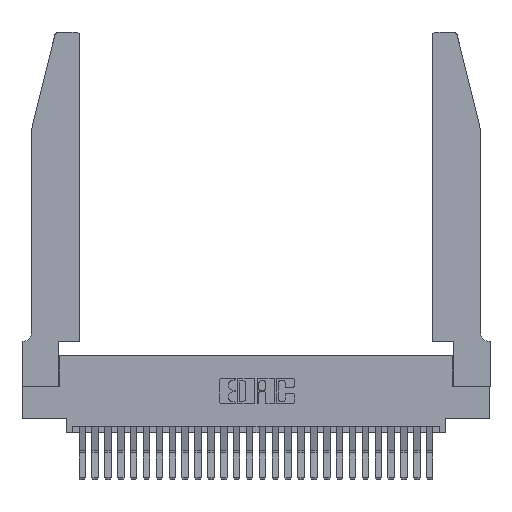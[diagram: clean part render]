
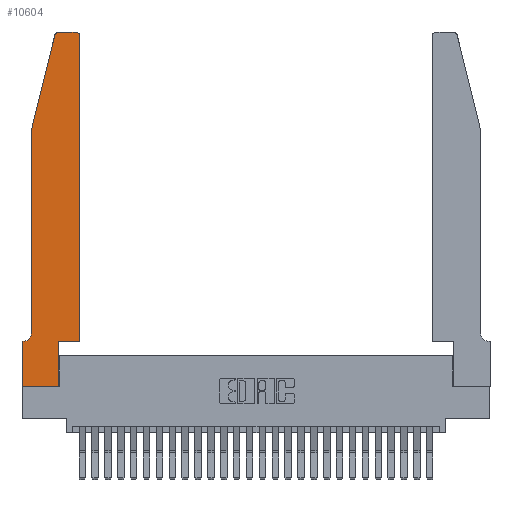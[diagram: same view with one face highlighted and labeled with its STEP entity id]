
A CAD part, top view. The second image highlights one B-rep face of the part: STEP entity #10604.
In plain terms, the highlighted planar face has unit normal (0, 0, 1).
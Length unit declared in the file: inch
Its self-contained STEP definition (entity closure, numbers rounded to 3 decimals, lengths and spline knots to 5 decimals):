
#586 = DIRECTION ( 'NONE',  ( -1., 0., 0. ) ) ;
#883 = EDGE_CURVE ( 'NONE', #6656, #7251, #27252, .T. ) ;
#1107 = VECTOR ( 'NONE', #7953, 39.37008 ) ;
#1245 = ORIENTED_EDGE ( 'NONE', *, *, #17033, .T. ) ;
#1861 = CARTESIAN_POINT ( 'NONE',  ( 0.4205, 2.72, 0.37 ) ) ;
#2005 = AXIS2_PLACEMENT_3D ( 'NONE', #1861, #17588, #4182 ) ;
#2663 = DIRECTION ( 'NONE',  ( 0., -1., 0. ) ) ;
#2679 = ORIENTED_EDGE ( 'NONE', *, *, #24616, .T. ) ;
#3114 = VERTEX_POINT ( 'NONE', #22737 ) ;
#3190 = LINE ( 'NONE', #6424, #12397 ) ;
#3237 = VERTEX_POINT ( 'NONE', #16601 ) ;
#3712 = AXIS2_PLACEMENT_3D ( 'NONE', #7023, #22536, #9301 ) ;
#3957 = EDGE_LOOP ( 'NONE', ( #21834, #21534, #10296, #24150, #25078, #2679, #21186, #23175, #8780, #1245, #17907, #23400 ) ) ;
#4116 = CARTESIAN_POINT ( 'NONE',  ( 0.284, 2.72, 0.37 ) ) ;
#4182 = DIRECTION ( 'NONE',  ( 1., 0., 0. ) ) ;
#4274 = VECTOR ( 'NONE', #2663, 39.37008 ) ;
#4312 = VERTEX_POINT ( 'NONE', #9051 ) ;
#4785 = LINE ( 'NONE', #17883, #21835 ) ;
#5116 = VECTOR ( 'NONE', #22919, 39.37008 ) ;
#5145 = CARTESIAN_POINT ( 'NONE',  ( 0., 0., 0.37 ) ) ;
#5678 = CARTESIAN_POINT ( 'NONE',  ( 0.2865, 0.35, 0.37 ) ) ;
#5886 = EDGE_CURVE ( 'NONE', #3114, #4312, #19005, .T. ) ;
#6424 = CARTESIAN_POINT ( 'NONE',  ( 0.4505, 0.35, 0.37 ) ) ;
#6632 = CARTESIAN_POINT ( 'NONE',  ( 0.0755, 2., 0.37 ) ) ;
#6656 = VERTEX_POINT ( 'NONE', #8409 ) ;
#6739 = DIRECTION ( 'NONE',  ( 0., 0., 1. ) ) ;
#7023 = CARTESIAN_POINT ( 'NONE',  ( 0.0055, 0.42, 0.37 ) ) ;
#7142 = CARTESIAN_POINT ( 'NONE',  ( 0., 0., 0.37 ) ) ;
#7250 = CARTESIAN_POINT ( 'NONE',  ( 0., 0.35, 0.37 ) ) ;
#7251 = VERTEX_POINT ( 'NONE', #8974 ) ;
#7953 = DIRECTION ( 'NONE',  ( 0., 1., 0. ) ) ;
#8319 = LINE ( 'NONE', #19163, #13583 ) ;
#8409 = CARTESIAN_POINT ( 'NONE',  ( 0.284, 2.75, 0.37 ) ) ;
#8555 = CARTESIAN_POINT ( 'NONE',  ( 0.4505, 2.72, 0.37 ) ) ;
#8626 = VECTOR ( 'NONE', #19922, 39.37008 ) ;
#8678 = CARTESIAN_POINT ( 'NONE',  ( 0., 0., 0.37 ) ) ;
#8780 = ORIENTED_EDGE ( 'NONE', *, *, #5886, .T. ) ;
#8974 = CARTESIAN_POINT ( 'NONE',  ( 0.25487, 2.72718, 0.37 ) ) ;
#9051 = CARTESIAN_POINT ( 'NONE',  ( 0.2865, 0.35, 0.37 ) ) ;
#9301 = DIRECTION ( 'NONE',  ( -1., 0., 0. ) ) ;
#10296 = ORIENTED_EDGE ( 'NONE', *, *, #10855, .T. ) ;
#10338 = EDGE_CURVE ( 'NONE', #22186, #3237, #19486, .T. ) ;
#10604 = ADVANCED_FACE ( 'NONE', ( #24957 ), #20504, .T. ) ;
#10855 = EDGE_CURVE ( 'NONE', #7251, #15176, #8319, .T. ) ;
#11228 = EDGE_CURVE ( 'NONE', #26951, #3114, #16326, .T. ) ;
#11788 = DIRECTION ( 'NONE',  ( 1., 0., 0. ) ) ;
#11852 = CIRCLE ( 'NONE', #3712, 0.07 ) ;
#12235 = LINE ( 'NONE', #22914, #23242 ) ;
#12397 = VECTOR ( 'NONE', #24132, 39.37008 ) ;
#12445 = CARTESIAN_POINT ( 'NONE',  ( 0.0055, 0.35, 0.37 ) ) ;
#12636 = AXIS2_PLACEMENT_3D ( 'NONE', #4116, #6739, #20474 ) ;
#12646 = DIRECTION ( 'NONE',  ( -0.239, -0.971, 0. ) ) ;
#13236 = CARTESIAN_POINT ( 'NONE',  ( 0.4505, 0.35, 0.37 ) ) ;
#13453 = EDGE_CURVE ( 'NONE', #17512, #22186, #3190, .T. ) ;
#13583 = VECTOR ( 'NONE', #12646, 39.37008 ) ;
#14055 = VERTEX_POINT ( 'NONE', #26015 ) ;
#14172 = CARTESIAN_POINT ( 'NONE',  ( 0.2605, 2.75, 0.37 ) ) ;
#15176 = VERTEX_POINT ( 'NONE', #27186 ) ;
#15585 = VERTEX_POINT ( 'NONE', #19806 ) ;
#16326 = LINE ( 'NONE', #5145, #5116 ) ;
#16601 = CARTESIAN_POINT ( 'NONE',  ( 0.4205, 2.75, 0.37 ) ) ;
#17033 = EDGE_CURVE ( 'NONE', #4312, #17512, #12235, .T. ) ;
#17512 = VERTEX_POINT ( 'NONE', #13236 ) ;
#17588 = DIRECTION ( 'NONE',  ( 0., 0., 1. ) ) ;
#17688 = EDGE_CURVE ( 'NONE', #15585, #23687, #11852, .T. ) ;
#17883 = CARTESIAN_POINT ( 'NONE',  ( 0.0755, 0.35, 0.37 ) ) ;
#17907 = ORIENTED_EDGE ( 'NONE', *, *, #13453, .T. ) ;
#19005 = LINE ( 'NONE', #5678, #1107 ) ;
#19163 = CARTESIAN_POINT ( 'NONE',  ( 0.0755, 2., 0.37 ) ) ;
#19486 = CIRCLE ( 'NONE', #2005, 0.03 ) ;
#19806 = CARTESIAN_POINT ( 'NONE',  ( 0.0755, 0.42, 0.37 ) ) ;
#19922 = DIRECTION ( 'NONE',  ( 0., -1., 0. ) ) ;
#20071 = DIRECTION ( 'NONE',  ( -1., 0., 0. ) ) ;
#20385 = LINE ( 'NONE', #6632, #8626 ) ;
#20474 = DIRECTION ( 'NONE',  ( 1., 0., 0. ) ) ;
#20504 = PLANE ( 'NONE',  #25876 ) ;
#21186 = ORIENTED_EDGE ( 'NONE', *, *, #27836, .T. ) ;
#21534 = ORIENTED_EDGE ( 'NONE', *, *, #883, .T. ) ;
#21834 = ORIENTED_EDGE ( 'NONE', *, *, #24186, .T. ) ;
#21835 = VECTOR ( 'NONE', #20071, 39.37008 ) ;
#21863 = LINE ( 'NONE', #14172, #22552 ) ;
#22025 = LINE ( 'NONE', #7142, #4274 ) ;
#22186 = VERTEX_POINT ( 'NONE', #8555 ) ;
#22536 = DIRECTION ( 'NONE',  ( 0., 0., -1. ) ) ;
#22552 = VECTOR ( 'NONE', #586, 39.37008 ) ;
#22737 = CARTESIAN_POINT ( 'NONE',  ( 0.2865, 0., 0.37 ) ) ;
#22914 = CARTESIAN_POINT ( 'NONE',  ( 0.4505, 0.35, 0.37 ) ) ;
#22919 = DIRECTION ( 'NONE',  ( 1., 0., 0. ) ) ;
#23175 = ORIENTED_EDGE ( 'NONE', *, *, #11228, .T. ) ;
#23242 = VECTOR ( 'NONE', #25096, 39.37008 ) ;
#23400 = ORIENTED_EDGE ( 'NONE', *, *, #10338, .T. ) ;
#23687 = VERTEX_POINT ( 'NONE', #12445 ) ;
#24132 = DIRECTION ( 'NONE',  ( 0., 1., 0. ) ) ;
#24150 = ORIENTED_EDGE ( 'NONE', *, *, #26302, .T. ) ;
#24186 = EDGE_CURVE ( 'NONE', #3237, #6656, #21863, .T. ) ;
#24616 = EDGE_CURVE ( 'NONE', #23687, #14055, #4785, .T. ) ;
#24936 = DIRECTION ( 'NONE',  ( 0., 0., 1. ) ) ;
#24957 = FACE_OUTER_BOUND ( 'NONE', #3957, .T. ) ;
#25078 = ORIENTED_EDGE ( 'NONE', *, *, #17688, .T. ) ;
#25096 = DIRECTION ( 'NONE',  ( 1., 0., 0. ) ) ;
#25876 = AXIS2_PLACEMENT_3D ( 'NONE', #7250, #24936, #11788 ) ;
#26015 = CARTESIAN_POINT ( 'NONE',  ( 0., 0.35, 0.37 ) ) ;
#26302 = EDGE_CURVE ( 'NONE', #15176, #15585, #20385, .T. ) ;
#26951 = VERTEX_POINT ( 'NONE', #8678 ) ;
#27186 = CARTESIAN_POINT ( 'NONE',  ( 0.0755, 2., 0.37 ) ) ;
#27252 = CIRCLE ( 'NONE', #12636, 0.03 ) ;
#27836 = EDGE_CURVE ( 'NONE', #14055, #26951, #22025, .T. ) ;
